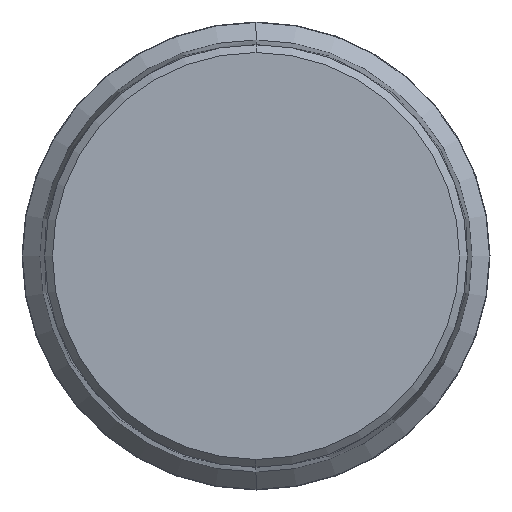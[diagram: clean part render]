
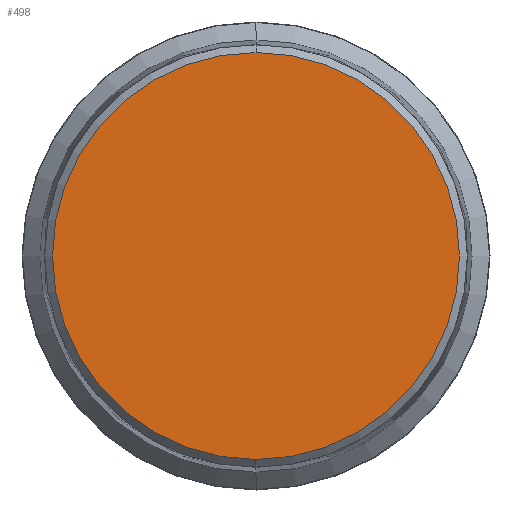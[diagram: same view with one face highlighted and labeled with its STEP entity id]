
A CAD part, front view. The second image highlights one B-rep face of the part: STEP entity #498.
In plain terms, the highlighted planar face has unit normal (0, -1, 0).
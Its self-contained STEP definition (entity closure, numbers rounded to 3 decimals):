
#498=ADVANCED_FACE('',(#1103),#1104,.T.);
#1103=FACE_OUTER_BOUND('',#1859,.T.);
#1104=PLANE('',#1860);
#1859=EDGE_LOOP('',(#3180,#3181));
#1860=AXIS2_PLACEMENT_3D('',#3182,#3183,#3184);
#3180=ORIENTED_EDGE('',*,*,#4459,.T.);
#3181=ORIENTED_EDGE('',*,*,#4537,.T.);
#3182=CARTESIAN_POINT('',(0.0,-18.0,6.522));
#3183=DIRECTION('',(0.0,-1.0,0.0));
#3184=DIRECTION('',(0.0,0.0,1.0));
#4459=EDGE_CURVE('',#5365,#5367,#5369,.T.);
#4537=EDGE_CURVE('',#5367,#5365,#5484,.T.);
#5365=VERTEX_POINT('',#6517);
#5367=VERTEX_POINT('',#6520);
#5369=CIRCLE('',#6523,13.044);
#5484=CIRCLE('',#6851,13.044);
#6517=CARTESIAN_POINT('',(0.0,-18.0,13.044));
#6520=CARTESIAN_POINT('',(0.,-18.0,-13.044));
#6523=AXIS2_PLACEMENT_3D('',#7605,#7606,#7607);
#6851=AXIS2_PLACEMENT_3D('',#7695,#7696,#7697);
#7605=CARTESIAN_POINT('',(0.0,-18.0,0.0));
#7606=DIRECTION('',(0.0,-1.0,0.0));
#7607=DIRECTION('',(0.0,0.0,1.0));
#7695=CARTESIAN_POINT('',(0.0,-18.0,0.0));
#7696=DIRECTION('',(0.0,-1.0,0.0));
#7697=DIRECTION('',(0.0,0.0,1.0));
